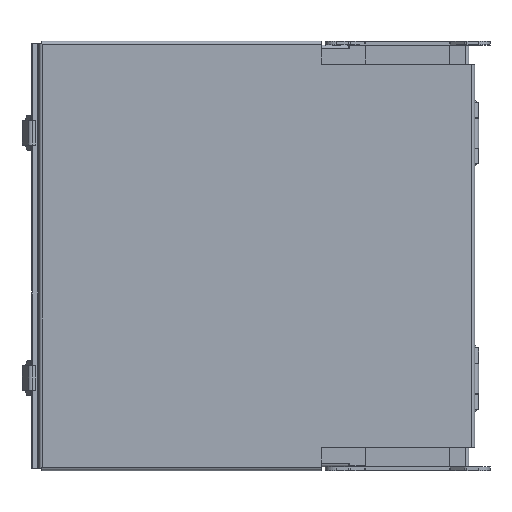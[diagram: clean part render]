
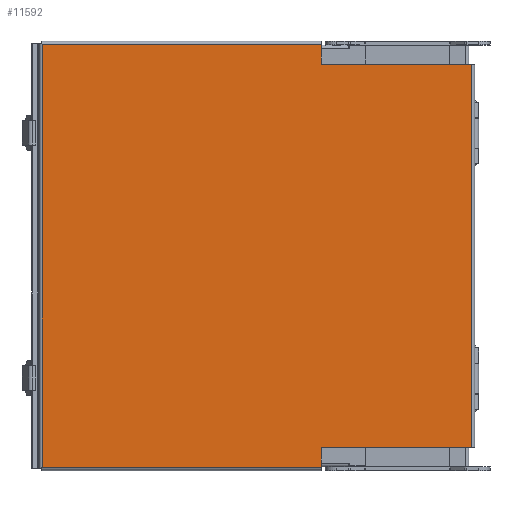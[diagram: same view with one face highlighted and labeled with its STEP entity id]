
A CAD part, top view. The second image highlights one B-rep face of the part: STEP entity #11592.
In plain terms, the highlighted planar face has unit normal (0, 0, 1).
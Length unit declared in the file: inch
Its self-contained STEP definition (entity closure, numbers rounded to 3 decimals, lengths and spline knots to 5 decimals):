
#203 = CARTESIAN_POINT ( 'NONE',  ( 2.088, 6.892, 4.172 ) ) ;
#301 = FACE_OUTER_BOUND ( 'NONE', #3717, .T. ) ;
#596 = VERTEX_POINT ( 'NONE', #203 ) ;
#666 = EDGE_CURVE ( 'NONE', #13875, #14922, #1443, .T. ) ;
#831 = VECTOR ( 'NONE', #9595, 39.37008 ) ;
#837 = EDGE_CURVE ( 'NONE', #14922, #7775, #6586, .T. ) ;
#1443 = LINE ( 'NONE', #9494, #1971 ) ;
#1573 = CARTESIAN_POINT ( 'NONE',  ( 6.98, -6.248, 4.172 ) ) ;
#1777 = DIRECTION ( 'NONE',  ( 0., 1., 0. ) ) ;
#1841 = CARTESIAN_POINT ( 'NONE',  ( 2.088, 7., 4.172 ) ) ;
#1896 = LINE ( 'NONE', #3216, #13397 ) ;
#1971 = VECTOR ( 'NONE', #1777, 39.37008 ) ;
#2019 = LINE ( 'NONE', #1841, #13178 ) ;
#2312 = CARTESIAN_POINT ( 'NONE',  ( 2.088, 6.248, 4.172 ) ) ;
#3216 = CARTESIAN_POINT ( 'NONE',  ( 6.98, 7., 4.172 ) ) ;
#3576 = LINE ( 'NONE', #6209, #5386 ) ;
#3717 = EDGE_LOOP ( 'NONE', ( #14033, #14437, #10773, #13168, #10262, #15606, #10439, #15253 ) ) ;
#3929 = VERTEX_POINT ( 'NONE', #4657 ) ;
#3958 = DIRECTION ( 'NONE',  ( 1., 0., 0. ) ) ;
#4657 = CARTESIAN_POINT ( 'NONE',  ( -7.009, 6.892, 4.172 ) ) ;
#4714 = VECTOR ( 'NONE', #12416, 39.37008 ) ;
#4732 = DIRECTION ( 'NONE',  ( 0., 1., 0. ) ) ;
#4818 = VERTEX_POINT ( 'NONE', #10280 ) ;
#5147 = DIRECTION ( 'NONE',  ( -1., 0., 0. ) ) ;
#5386 = VECTOR ( 'NONE', #6295, 39.37008 ) ;
#5485 = EDGE_CURVE ( 'NONE', #16407, #596, #2019, .T. ) ;
#5865 = AXIS2_PLACEMENT_3D ( 'NONE', #8091, #12196, #12378 ) ;
#6209 = CARTESIAN_POINT ( 'NONE',  ( 2.088, -6.892, 4.172 ) ) ;
#6295 = DIRECTION ( 'NONE',  ( 1., 0., 0. ) ) ;
#6470 = LINE ( 'NONE', #17143, #15144 ) ;
#6586 = LINE ( 'NONE', #15768, #10924 ) ;
#7253 = DIRECTION ( 'NONE',  ( 0., 1., 0. ) ) ;
#7291 = EDGE_CURVE ( 'NONE', #14469, #16407, #6470, .T. ) ;
#7775 = VERTEX_POINT ( 'NONE', #1573 ) ;
#7992 = CARTESIAN_POINT ( 'NONE',  ( 2.088, -6.248, 4.172 ) ) ;
#8091 = CARTESIAN_POINT ( 'NONE',  ( 2.088, 7., 4.172 ) ) ;
#8092 = EDGE_CURVE ( 'NONE', #4818, #13875, #3576, .T. ) ;
#8555 = CARTESIAN_POINT ( 'NONE',  ( 2.088, 6.892, 4.172 ) ) ;
#8907 = CARTESIAN_POINT ( 'NONE',  ( 2.088, -6.892, 4.172 ) ) ;
#9449 = EDGE_CURVE ( 'NONE', #7775, #14469, #1896, .T. ) ;
#9494 = CARTESIAN_POINT ( 'NONE',  ( 2.088, 7., 4.172 ) ) ;
#9595 = DIRECTION ( 'NONE',  ( 0., -1., 0. ) ) ;
#9673 = LINE ( 'NONE', #16663, #831 ) ;
#10262 = ORIENTED_EDGE ( 'NONE', *, *, #666, .T. ) ;
#10280 = CARTESIAN_POINT ( 'NONE',  ( -7.009, -6.892, 4.172 ) ) ;
#10439 = ORIENTED_EDGE ( 'NONE', *, *, #9449, .T. ) ;
#10773 = ORIENTED_EDGE ( 'NONE', *, *, #14594, .T. ) ;
#10924 = VECTOR ( 'NONE', #3958, 39.37008 ) ;
#10973 = PLANE ( 'NONE',  #5865 ) ;
#11173 = EDGE_CURVE ( 'NONE', #596, #3929, #16442, .T. ) ;
#11592 = ADVANCED_FACE ( 'NONE', ( #301 ), #10973, .T. ) ;
#11953 = CARTESIAN_POINT ( 'NONE',  ( 6.98, 6.248, 4.172 ) ) ;
#12196 = DIRECTION ( 'NONE',  ( 0., 0., 1. ) ) ;
#12378 = DIRECTION ( 'NONE',  ( -1., 0., 0. ) ) ;
#12416 = DIRECTION ( 'NONE',  ( -1., 0., 0. ) ) ;
#13168 = ORIENTED_EDGE ( 'NONE', *, *, #8092, .T. ) ;
#13178 = VECTOR ( 'NONE', #4732, 39.37008 ) ;
#13397 = VECTOR ( 'NONE', #7253, 39.37008 ) ;
#13875 = VERTEX_POINT ( 'NONE', #8907 ) ;
#14033 = ORIENTED_EDGE ( 'NONE', *, *, #5485, .T. ) ;
#14437 = ORIENTED_EDGE ( 'NONE', *, *, #11173, .T. ) ;
#14469 = VERTEX_POINT ( 'NONE', #11953 ) ;
#14594 = EDGE_CURVE ( 'NONE', #3929, #4818, #9673, .T. ) ;
#14922 = VERTEX_POINT ( 'NONE', #7992 ) ;
#15144 = VECTOR ( 'NONE', #5147, 39.37008 ) ;
#15253 = ORIENTED_EDGE ( 'NONE', *, *, #7291, .T. ) ;
#15606 = ORIENTED_EDGE ( 'NONE', *, *, #837, .T. ) ;
#15768 = CARTESIAN_POINT ( 'NONE',  ( 2.088, -6.248, 4.172 ) ) ;
#16407 = VERTEX_POINT ( 'NONE', #2312 ) ;
#16442 = LINE ( 'NONE', #8555, #4714 ) ;
#16663 = CARTESIAN_POINT ( 'NONE',  ( -7.009, 7., 4.172 ) ) ;
#17143 = CARTESIAN_POINT ( 'NONE',  ( 2.088, 6.248, 4.172 ) ) ;
